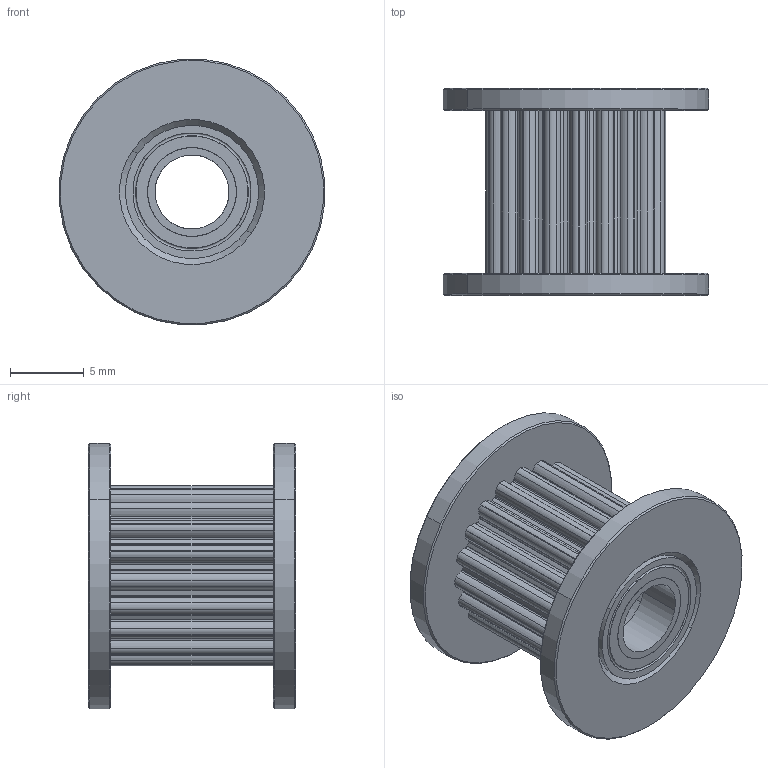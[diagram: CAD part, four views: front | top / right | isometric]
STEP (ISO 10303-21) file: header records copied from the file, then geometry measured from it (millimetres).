
FILE_DESCRIPTION (( 'STEP AP214' ), '1' );
FILE_NAME ('GT2 Timing Idler Pulley, Configurable, 20T W10 B5 With T.STEP', '2019-11-15T21:30:33', ( '' ), ( '' ), 'SwSTEP 2.0', 'SolidWorks 2018', '' );
FILE_SCHEMA (( 'AUTOMOTIVE_DESIGN' ));
Length unit declared in the file: millimetre
Products named in the file (7): Bearing Subassy, GT2 Timing Idler Pulley, Configurable_5 mm Bore; Bearing Ball, GT2 Timing Idler Pulley, Configurable_1.4 mm; Bearing Seal, GT2 Timing Idler Pulley, Configurable_5 mm Bore; Bearing Inner Ring, GT2 Timing Idler Pulley, Configurable_5 mm Bore; Bearing Outer Ring, GT2 Timing Idler Pulley, Configurable_5 mm Bore; Body, GT2 Timing Idler Pulley, Configurable_20T W10 B5 With T; GT2 Timing Idler Pulley, Configurable, 20T W10 B5 With T
Assembly tree (19 placements, depth 3):
  GT2 Timing Idler Pulley, Configurable, 20T W10 B5 With T
    Body, GT2 Timing Idler Pulley, Configurable_20T W10 B5 With T
    Bearing Subassy, GT2 Timing Idler Pulley, Configurable_5 mm Bore  x2
      Bearing Outer Ring, GT2 Timing Idler Pulley, Configurable_5 mm Bore
      Bearing Inner Ring, GT2 Timing Idler Pulley, Configurable_5 mm Bore
      Bearing Seal, GT2 Timing Idler Pulley, Configurable_5 mm Bore
      Bearing Ball, GT2 Timing Idler Pulley, Configurable_1.4 mm
Bounding box: 17.93 x 14 x 17.93 mm (x, y, z)
Volume: 1320.3 mm3; surface area: 2833.5 mm2
Topology: 33 solids, 33 shells, 329 faces, 897 edges, 590 vertices
Faces by surface type: cylinder 219, sphere 48, torus 28, plane 22, cone 12
Entity records: 7897 total; most frequent: DIRECTION 1555, CARTESIAN_POINT 1291, ORIENTED_EDGE 1254, AXIS2_PLACEMENT_3D 674, EDGE_CURVE 627, CIRCLE 420, VERTEX_POINT 410, EDGE_LOOP 243
